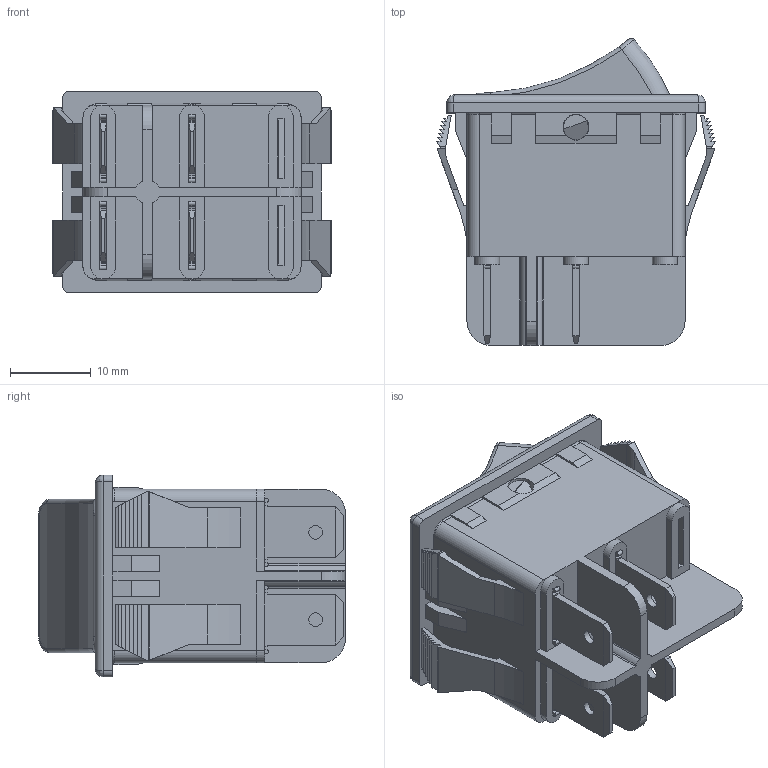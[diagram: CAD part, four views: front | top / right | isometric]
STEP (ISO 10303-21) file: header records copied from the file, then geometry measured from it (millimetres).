
FILE_DESCRIPTION(/* description */ (''),/* implementation_level */ '2;1');
FILE_NAME(/* name */ 'RB242Dxx00-1xx.stp',/* time_stamp */ '2025-06-03T10:01:38-05:00',/* author */ ('mroman'),/* organization */ (''),/* preprocessor_version */ 'ST-DEVELOPER v18.1',/* originating_system */ 'Autodesk Inventor 2022',/* authorisation */ '');
FILE_SCHEMA (('AUTOMOTIVE_DESIGN { 1 0 10303 214 3 1 1 }'));
Length unit declared in the file: centimetre
Products named in the file (1): RB242Dxx00-1xx
Bounding box: 34.56 x 38 x 25 mm (x, y, z)
Volume: 5515.3 mm3; surface area: 10184 mm2
Topology: 2 solids, 2 shells, 499 faces, 1365 edges, 880 vertices
Faces by surface type: plane 384, cylinder 97, torus 10, bspline 8
Full cylindrical faces by diameter (mm): 1.7 x4, 3.2 x2
Entity records: 16191 total; most frequent: CARTESIAN_POINT 3433, ORIENTED_EDGE 2722, DIRECTION 2523, EDGE_CURVE 1361, LINE 1111, VECTOR 1111, VERTEX_POINT 880, AXIS2_PLACEMENT_3D 706
